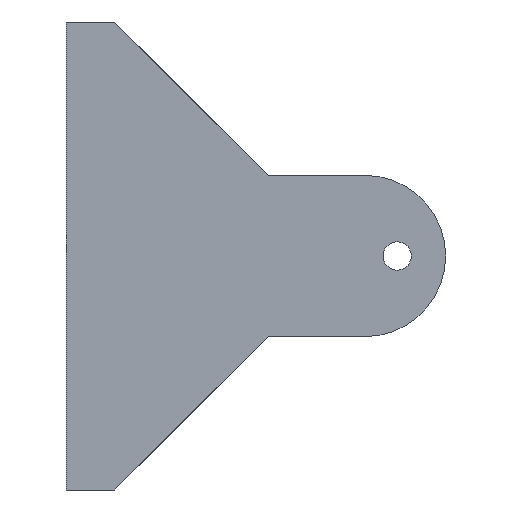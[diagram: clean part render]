
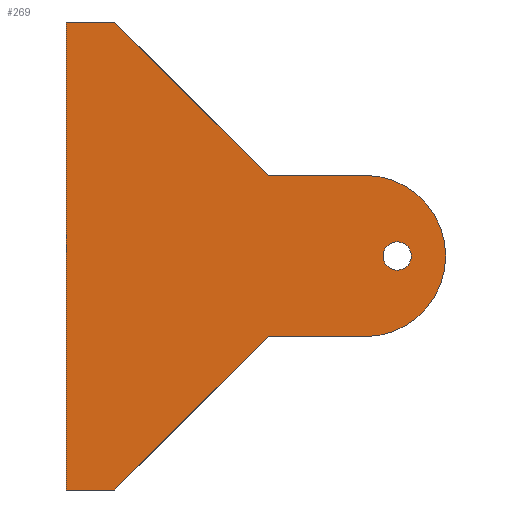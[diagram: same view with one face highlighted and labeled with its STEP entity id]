
A CAD part, left-side view. The second image highlights one B-rep face of the part: STEP entity #269.
In plain terms, the highlighted planar face has unit normal (-1, 0, 0).
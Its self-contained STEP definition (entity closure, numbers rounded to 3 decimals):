
#269=ADVANCED_FACE('',(#954,#956),#958,.T.);
#954=FACE_BOUND('',#955,.T.);
#955=EDGE_LOOP('',(#1527,#1528,#1529,#1530,#1531,#1532,#1533,#1534));
#956=FACE_BOUND('',#957,.T.);
#957=EDGE_LOOP('',(#1535));
#958=PLANE('',#959);
#959=AXIS2_PLACEMENT_3D('',#960,#961,#962);
#960=CARTESIAN_POINT('',(-17.,0.,-29.));
#961=DIRECTION('',(-1.,0.,0.));
#962=DIRECTION('',(0.,0.,1.));
#1527=ORIENTED_EDGE('',*,*,#1889,.T.);
#1528=ORIENTED_EDGE('',*,*,#1890,.F.);
#1529=ORIENTED_EDGE('',*,*,#1888,.T.);
#1530=ORIENTED_EDGE('',*,*,#1849,.F.);
#1531=ORIENTED_EDGE('',*,*,#1891,.F.);
#1532=ORIENTED_EDGE('',*,*,#1892,.F.);
#1533=ORIENTED_EDGE('',*,*,#1893,.F.);
#1534=ORIENTED_EDGE('',*,*,#1894,.F.);
#1535=ORIENTED_EDGE('',*,*,#1895,.T.);
#1849=EDGE_CURVE('',#2111,#2112,#2113,.T.);
#1888=EDGE_CURVE('',#2179,#2112,#2184,.T.);
#1889=EDGE_CURVE('',#2185,#2186,#2187,.T.);
#1890=EDGE_CURVE('',#2179,#2186,#2188,.F.);
#1891=EDGE_CURVE('',#2189,#2111,#2190,.T.);
#1892=EDGE_CURVE('',#2191,#2189,#2192,.F.);
#1893=EDGE_CURVE('',#2193,#2191,#2194,.T.);
#1894=EDGE_CURVE('',#2185,#2193,#2195,.F.);
#1895=EDGE_CURVE('',#2196,#2196,#2197,.F.);
#2111=VERTEX_POINT('',#2615);
#2112=VERTEX_POINT('',#2616);
#2113=LINE('',#2617,#2618);
#2179=VERTEX_POINT('',#2755);
#2184=LINE('',#2766,#2767);
#2185=VERTEX_POINT('',#2769);
#2186=VERTEX_POINT('',#2770);
#2187=LINE('',#2771,#2772);
#2188=LINE('',#2774,#2775);
#2189=VERTEX_POINT('',#2777);
#2190=LINE('',#2778,#2779);
#2191=VERTEX_POINT('',#2781);
#2192=LINE('',#2782,#2783);
#2193=VERTEX_POINT('',#2785);
#2194=LINE('',#2786,#2787);
#2195=CIRCLE('',#2789,10.);
#2196=VERTEX_POINT('',#2793);
#2197=CIRCLE('',#2794,1.75);
#2615=CARTESIAN_POINT('',(-17.,6.,-29.));
#2616=CARTESIAN_POINT('',(-17.,6.,29.));
#2617=CARTESIAN_POINT('',(-17.,6.,-29.));
#2618=VECTOR('',#2619,1.);
#2619=DIRECTION('',(0.,0.,1.));
#2755=CARTESIAN_POINT('',(-17.,0.,29.));
#2766=CARTESIAN_POINT('',(-17.,0.,29.));
#2767=VECTOR('',#2768,1.);
#2768=DIRECTION('',(0.,1.,0.));
#2769=CARTESIAN_POINT('',(-17.,-31.,10.));
#2770=CARTESIAN_POINT('',(-17.,-19.,10.));
#2771=CARTESIAN_POINT('',(-17.,-31.,10.));
#2772=VECTOR('',#2773,1.);
#2773=DIRECTION('',(0.,1.,0.));
#2774=CARTESIAN_POINT('',(-17.,-19.,10.));
#2775=VECTOR('',#2776,1.);
#2776=DIRECTION('',(0.,0.707,0.707));
#2777=CARTESIAN_POINT('',(-17.,0.,-29.));
#2778=CARTESIAN_POINT('',(-17.,0.,-29.));
#2779=VECTOR('',#2780,1.);
#2780=DIRECTION('',(0.,1.,0.));
#2781=CARTESIAN_POINT('',(-17.,-19.,-10.));
#2782=CARTESIAN_POINT('',(-17.,0.,-29.));
#2783=VECTOR('',#2784,1.);
#2784=DIRECTION('',(0.,-0.707,0.707));
#2785=CARTESIAN_POINT('',(-17.,-31.,-10.));
#2786=CARTESIAN_POINT('',(-17.,-31.,-10.));
#2787=VECTOR('',#2788,1.);
#2788=DIRECTION('',(0.,1.,0.));
#2789=AXIS2_PLACEMENT_3D('',#2790,#2791,#2792);
#2790=CARTESIAN_POINT('',(-17.,-31.,0.));
#2791=DIRECTION('',(-1.,0.,0.));
#2792=DIRECTION('',(0.,0.,-1.));
#2793=CARTESIAN_POINT('',(-17.,-36.75,0.));
#2794=AXIS2_PLACEMENT_3D('',#2795,#2796,#2797);
#2795=CARTESIAN_POINT('',(-17.,-35.,0.));
#2796=DIRECTION('',(-1.,0.,0.));
#2797=DIRECTION('',(0.,-1.,0.));
